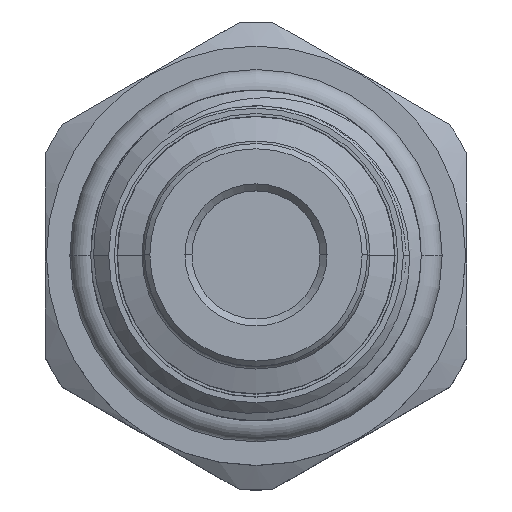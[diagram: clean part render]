
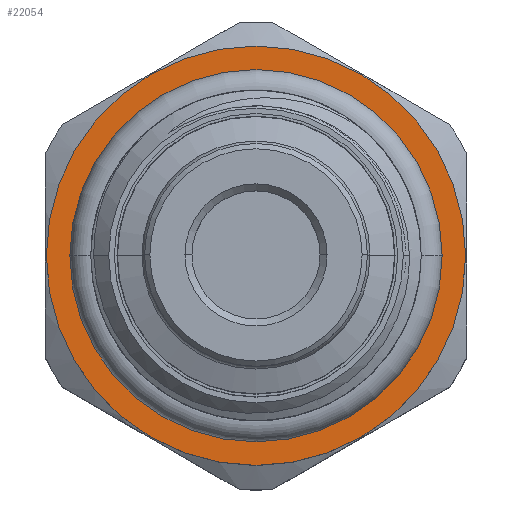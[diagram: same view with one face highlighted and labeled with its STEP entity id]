
A CAD part, top view. The second image highlights one B-rep face of the part: STEP entity #22054.
In plain terms, the highlighted planar face has unit normal (0, 0, 1).
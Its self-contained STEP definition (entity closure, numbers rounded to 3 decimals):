
#561 = CARTESIAN_POINT ( 'NONE',  ( 0., 0., 16.47 ) ) ;
#833 = CARTESIAN_POINT ( 'NONE',  ( 0., 0., 16.47 ) ) ;
#916 = CARTESIAN_POINT ( 'NONE',  ( 11.95, 0., 16.47 ) ) ;
#2651 = DIRECTION ( 'NONE',  ( -1., 0., 0. ) ) ;
#2923 = AXIS2_PLACEMENT_3D ( 'NONE', #561, #14799, #2651 ) ;
#3632 = AXIS2_PLACEMENT_3D ( 'NONE', #22447, #10285, #14521 ) ;
#4080 = AXIS2_PLACEMENT_3D ( 'NONE', #16761, #25333, #10022 ) ;
#4779 = CARTESIAN_POINT ( 'NONE',  ( -11.95, 0., 16.47 ) ) ;
#5072 = CIRCLE ( 'NONE', #4080, 8.895 ) ;
#5812 = FACE_OUTER_BOUND ( 'NONE', #12793, .T. ) ;
#6246 = DIRECTION ( 'NONE',  ( -1., 0., 0. ) ) ;
#6747 = EDGE_CURVE ( 'NONE', #18343, #20764, #5072, .T. ) ;
#7801 = EDGE_CURVE ( 'NONE', #23100, #8576, #12983, .T. ) ;
#8284 = ORIENTED_EDGE ( 'NONE', *, *, #6747, .T. ) ;
#8576 = VERTEX_POINT ( 'NONE', #916 ) ;
#8805 = ORIENTED_EDGE ( 'NONE', *, *, #22771, .T. ) ;
#9312 = FACE_BOUND ( 'NONE', #11113, .T. ) ;
#9353 = ORIENTED_EDGE ( 'NONE', *, *, #7801, .T. ) ;
#9648 = CIRCLE ( 'NONE', #20790, 11.95 ) ;
#10022 = DIRECTION ( 'NONE',  ( -1., 0., 0. ) ) ;
#10285 = DIRECTION ( 'NONE',  ( 0., 0., -1. ) ) ;
#11113 = EDGE_LOOP ( 'NONE', ( #11502, #8284 ) ) ;
#11502 = ORIENTED_EDGE ( 'NONE', *, *, #20471, .T. ) ;
#12172 = DIRECTION ( 'NONE',  ( 0., 0., 1. ) ) ;
#12511 = PLANE ( 'NONE',  #15713 ) ;
#12793 = EDGE_LOOP ( 'NONE', ( #9353, #8805 ) ) ;
#12983 = CIRCLE ( 'NONE', #2923, 11.95 ) ;
#14521 = DIRECTION ( 'NONE',  ( -1., 0., 0. ) ) ;
#14799 = DIRECTION ( 'NONE',  ( 0., 0., 1. ) ) ;
#15713 = AXIS2_PLACEMENT_3D ( 'NONE', #22295, #12172, #6246 ) ;
#16761 = CARTESIAN_POINT ( 'NONE',  ( 0., 0., 16.47 ) ) ;
#16809 = CIRCLE ( 'NONE', #3632, 8.895 ) ;
#18343 = VERTEX_POINT ( 'NONE', #21949 ) ;
#18971 = DIRECTION ( 'NONE',  ( 0., 0., 1. ) ) ;
#19167 = CARTESIAN_POINT ( 'NONE',  ( -8.895, 0., 16.47 ) ) ;
#20471 = EDGE_CURVE ( 'NONE', #20764, #18343, #16809, .T. ) ;
#20764 = VERTEX_POINT ( 'NONE', #19167 ) ;
#20790 = AXIS2_PLACEMENT_3D ( 'NONE', #833, #18971, #23256 ) ;
#21949 = CARTESIAN_POINT ( 'NONE',  ( 8.895, 0., 16.47 ) ) ;
#22054 = ADVANCED_FACE ( 'NONE', ( #9312, #5812 ), #12511, .T. ) ;
#22295 = CARTESIAN_POINT ( 'NONE',  ( 0., -11.95, 16.47 ) ) ;
#22447 = CARTESIAN_POINT ( 'NONE',  ( 0., 0., 16.47 ) ) ;
#22771 = EDGE_CURVE ( 'NONE', #8576, #23100, #9648, .T. ) ;
#23100 = VERTEX_POINT ( 'NONE', #4779 ) ;
#23256 = DIRECTION ( 'NONE',  ( -1., 0., 0. ) ) ;
#25333 = DIRECTION ( 'NONE',  ( 0., 0., -1. ) ) ;
